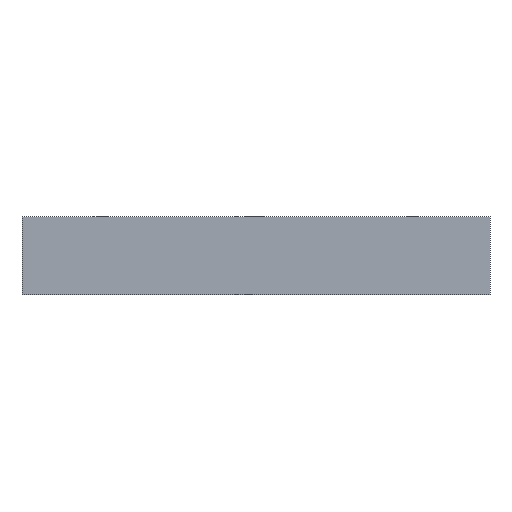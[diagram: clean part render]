
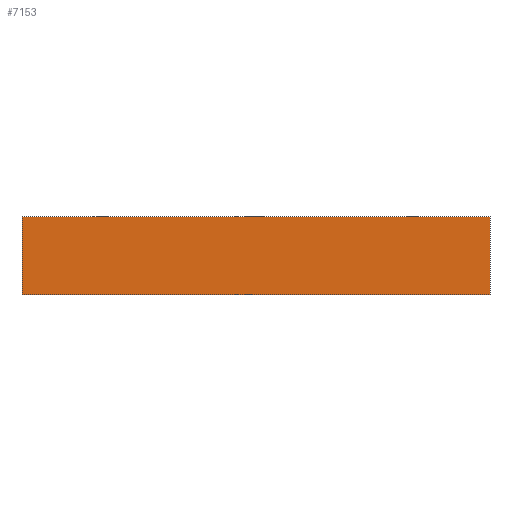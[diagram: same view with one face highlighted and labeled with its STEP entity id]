
A CAD part, front view. The second image highlights one B-rep face of the part: STEP entity #7153.
In plain terms, the highlighted planar face has unit normal (0, -1, 0).
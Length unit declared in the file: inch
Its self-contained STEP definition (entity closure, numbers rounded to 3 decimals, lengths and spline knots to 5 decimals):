
#146 = VECTOR ( 'NONE', #3429, 39.37008 ) ;
#331 = ORIENTED_EDGE ( 'NONE', *, *, #1790, .T. ) ;
#838 = ORIENTED_EDGE ( 'NONE', *, *, #1569, .F. ) ;
#846 = ORIENTED_EDGE ( 'NONE', *, *, #1476, .F. ) ;
#852 = ORIENTED_EDGE ( 'NONE', *, *, #1681, .T. ) ;
#997 = LINE ( 'NONE', #3428, #146 ) ;
#1476 = EDGE_CURVE ( 'NONE', #3345, #3348, #997, .T. ) ;
#1569 = EDGE_CURVE ( 'NONE', #3348, #3347, #6391, .T. ) ;
#1681 = EDGE_CURVE ( 'NONE', #3344, #3347, #6309, .T. ) ;
#1790 = EDGE_CURVE ( 'NONE', #3345, #3344, #6210, .T. ) ;
#2325 = AXIS2_PLACEMENT_3D ( 'NONE', #5605, #5606, #5607 ) ;
#3344 = VERTEX_POINT ( 'NONE', #5530 ) ;
#3345 = VERTEX_POINT ( 'NONE', #5531 ) ;
#3347 = VERTEX_POINT ( 'NONE', #5533 ) ;
#3348 = VERTEX_POINT ( 'NONE', #5534 ) ;
#3428 = CARTESIAN_POINT ( 'NONE',  ( -19.58875, -21.47615, 1. ) ) ;
#3429 = DIRECTION ( 'NONE',  ( 1., 0., 0. ) ) ;
#3546 = CARTESIAN_POINT ( 'NONE',  ( -13.58875, -21.47615, 1. ) ) ;
#3547 = DIRECTION ( 'NONE',  ( 0., 0., -1. ) ) ;
#3684 = CARTESIAN_POINT ( 'NONE',  ( -19.58875, -21.47615, 0. ) ) ;
#3685 = DIRECTION ( 'NONE',  ( 1., 0., 0. ) ) ;
#3878 = CARTESIAN_POINT ( 'NONE',  ( -19.58875, -21.47615, 1. ) ) ;
#3879 = DIRECTION ( 'NONE',  ( 0., 0., -1. ) ) ;
#4321 = EDGE_LOOP ( 'NONE', ( #852, #838, #846, #331 ) ) ;
#5530 = CARTESIAN_POINT ( 'NONE',  ( -19.58875, -21.47615, 0. ) ) ;
#5531 = CARTESIAN_POINT ( 'NONE',  ( -19.58875, -21.47615, 1. ) ) ;
#5533 = CARTESIAN_POINT ( 'NONE',  ( -13.58875, -21.47615, 0. ) ) ;
#5534 = CARTESIAN_POINT ( 'NONE',  ( -13.58875, -21.47615, 1. ) ) ;
#5604 = PLANE ( 'NONE',  #2325 ) ;
#5605 = CARTESIAN_POINT ( 'NONE',  ( -19.58875, -21.47615, 1. ) ) ;
#5606 = DIRECTION ( 'NONE',  ( 0., 1., 0. ) ) ;
#5607 = DIRECTION ( 'NONE',  ( 0., 0., 1. ) ) ;
#6209 = VECTOR ( 'NONE', #3879, 39.37008 ) ;
#6210 = LINE ( 'NONE', #3878, #6209 ) ;
#6307 = VECTOR ( 'NONE', #3685, 39.37008 ) ;
#6309 = LINE ( 'NONE', #3684, #6307 ) ;
#6389 = VECTOR ( 'NONE', #3547, 39.37008 ) ;
#6391 = LINE ( 'NONE', #3546, #6389 ) ;
#6712 = FACE_OUTER_BOUND ( 'NONE', #4321, .T. ) ;
#7153 = ADVANCED_FACE ( 'NONE', ( #6712 ), #5604, .F. ) ;
